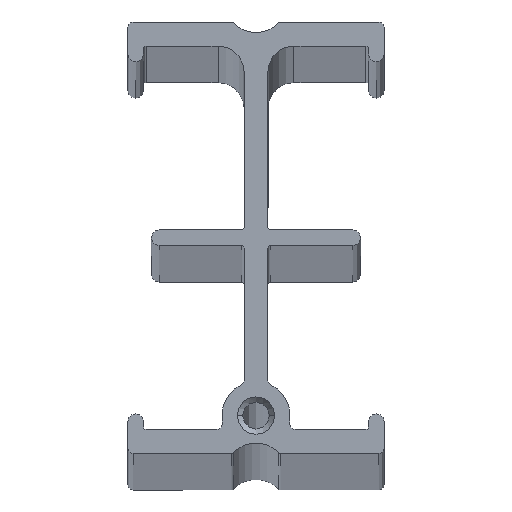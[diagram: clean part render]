
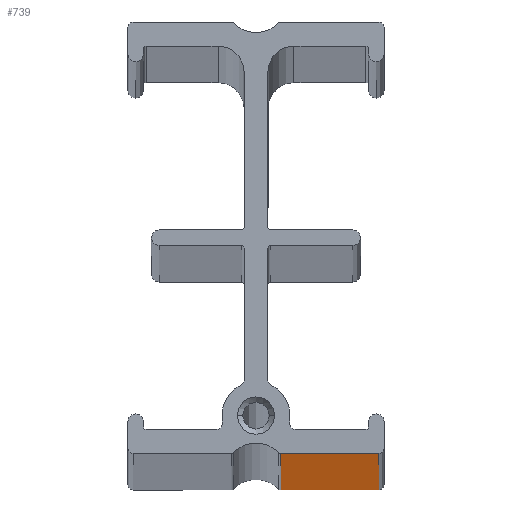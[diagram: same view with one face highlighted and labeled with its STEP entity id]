
A CAD part, top view. The second image highlights one B-rep face of the part: STEP entity #739.
In plain terms, the highlighted planar face has unit normal (0, -1, 0).
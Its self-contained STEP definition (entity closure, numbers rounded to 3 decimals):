
#338 = DIRECTION ( 'NONE',  ( 0., 0., 1. ) ) ;
#402 = AXIS2_PLACEMENT_3D ( 'NONE', #5753, #17620, #10401 ) ;
#570 = CARTESIAN_POINT ( 'NONE',  ( 4.717, -41.25, 0. ) ) ;
#729 = EDGE_CURVE ( 'NONE', #18768, #2714, #3441, .T. ) ;
#739 = ADVANCED_FACE ( 'NONE', ( #2279 ), #16261, .F. ) ;
#827 = VERTEX_POINT ( 'NONE', #570 ) ;
#1899 = LINE ( 'NONE', #15687, #16697 ) ;
#2279 = FACE_OUTER_BOUND ( 'NONE', #15220, .T. ) ;
#2714 = VERTEX_POINT ( 'NONE', #10202 ) ;
#2943 = ORIENTED_EDGE ( 'NONE', *, *, #16852, .T. ) ;
#3441 = LINE ( 'NONE', #18015, #16856 ) ;
#3945 = EDGE_CURVE ( 'NONE', #12036, #827, #1899, .T. ) ;
#5753 = CARTESIAN_POINT ( 'NONE',  ( 24.5, -41.25, 4000. ) ) ;
#5785 = ORIENTED_EDGE ( 'NONE', *, *, #7351, .F. ) ;
#7351 = EDGE_CURVE ( 'NONE', #12036, #2714, #17488, .T. ) ;
#10202 = CARTESIAN_POINT ( 'NONE',  ( 23.5, -41.25, 4000. ) ) ;
#10401 = DIRECTION ( 'NONE',  ( -1., 0., 0. ) ) ;
#10837 = CARTESIAN_POINT ( 'NONE',  ( 24.5, -41.25, 0. ) ) ;
#11047 = ORIENTED_EDGE ( 'NONE', *, *, #729, .T. ) ;
#11252 = CARTESIAN_POINT ( 'NONE',  ( 23.5, -41.25, 0. ) ) ;
#11552 = DIRECTION ( 'NONE',  ( 0., 0., -1. ) ) ;
#12036 = VERTEX_POINT ( 'NONE', #15006 ) ;
#12943 = CARTESIAN_POINT ( 'NONE',  ( 24.5, -41.25, 4000. ) ) ;
#13056 = LINE ( 'NONE', #10837, #14661 ) ;
#13688 = DIRECTION ( 'NONE',  ( 1., 0., 0. ) ) ;
#14661 = VECTOR ( 'NONE', #13688, 1000. ) ;
#15006 = CARTESIAN_POINT ( 'NONE',  ( 4.717, -41.25, 4000. ) ) ;
#15220 = EDGE_LOOP ( 'NONE', ( #5785, #16126, #2943, #11047 ) ) ;
#15687 = CARTESIAN_POINT ( 'NONE',  ( 4.717, -41.25, 0. ) ) ;
#16126 = ORIENTED_EDGE ( 'NONE', *, *, #3945, .T. ) ;
#16261 = PLANE ( 'NONE',  #402 ) ;
#16697 = VECTOR ( 'NONE', #11552, 1000. ) ;
#16852 = EDGE_CURVE ( 'NONE', #827, #18768, #13056, .T. ) ;
#16856 = VECTOR ( 'NONE', #338, 1000. ) ;
#17011 = VECTOR ( 'NONE', #18848, 1000. ) ;
#17488 = LINE ( 'NONE', #12943, #17011 ) ;
#17620 = DIRECTION ( 'NONE',  ( 0., 1., 0. ) ) ;
#18015 = CARTESIAN_POINT ( 'NONE',  ( 23.5, -41.25, 4000. ) ) ;
#18768 = VERTEX_POINT ( 'NONE', #11252 ) ;
#18848 = DIRECTION ( 'NONE',  ( 1., 0., 0. ) ) ;
